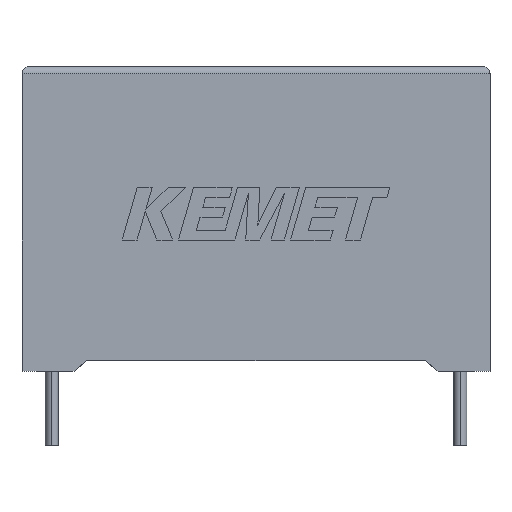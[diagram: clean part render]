
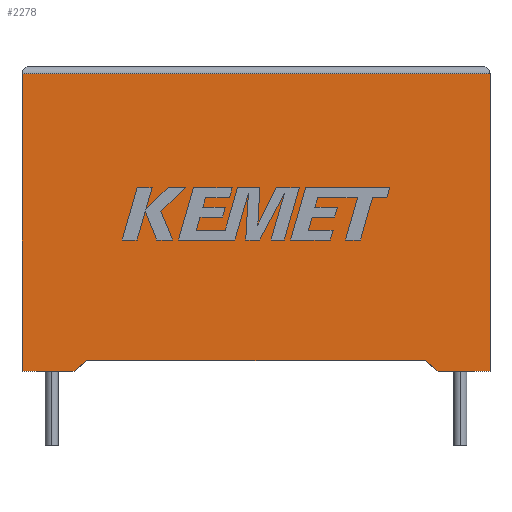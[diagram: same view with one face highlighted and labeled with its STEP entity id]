
A CAD part, top view. The second image highlights one B-rep face of the part: STEP entity #2278.
In plain terms, the highlighted planar face has unit normal (0, 0, 1).
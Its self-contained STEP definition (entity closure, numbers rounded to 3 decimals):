
#26 = CARTESIAN_POINT ( 'NONE',  ( 31.5, 20., 10.5 ) ) ;
#44 = FACE_OUTER_BOUND ( 'NONE', #1932, .T. ) ;
#75 = EDGE_CURVE ( 'NONE', #2320, #119, #829, .T. ) ;
#106 = EDGE_CURVE ( 'NONE', #1733, #2594, #1329, .T. ) ;
#119 = VERTEX_POINT ( 'NONE', #1388 ) ;
#143 = CARTESIAN_POINT ( 'NONE',  ( 28., 0., 10.5 ) ) ;
#165 = CARTESIAN_POINT ( 'NONE',  ( 27.125, 0.707, 10.5 ) ) ;
#177 = CARTESIAN_POINT ( 'NONE',  ( 0., 0., 10.5 ) ) ;
#185 = ORIENTED_EDGE ( 'NONE', *, *, #2622, .T. ) ;
#251 = CARTESIAN_POINT ( 'NONE',  ( 0., 0., 10.5 ) ) ;
#281 = VECTOR ( 'NONE', #1797, 1000. ) ;
#314 = EDGE_CURVE ( 'NONE', #1733, #2320, #2180, .T. ) ;
#325 = PLANE ( 'NONE',  #1421 ) ;
#357 = DIRECTION ( 'NONE',  ( 0., 0., -1. ) ) ;
#362 = ORIENTED_EDGE ( 'NONE', *, *, #493, .T. ) ;
#372 = CARTESIAN_POINT ( 'NONE',  ( 0., 0., 10.5 ) ) ;
#493 = EDGE_CURVE ( 'NONE', #1490, #119, #2298, .T. ) ;
#503 = VECTOR ( 'NONE', #1047, 1000. ) ;
#676 = ORIENTED_EDGE ( 'NONE', *, *, #75, .F. ) ;
#726 = LINE ( 'NONE', #1659, #1721 ) ;
#752 = LINE ( 'NONE', #1249, #840 ) ;
#829 = LINE ( 'NONE', #2711, #1310 ) ;
#840 = VECTOR ( 'NONE', #2358, 1000. ) ;
#1019 = DIRECTION ( 'NONE',  ( -1., 0., 0. ) ) ;
#1047 = DIRECTION ( 'NONE',  ( 1., 0., 0. ) ) ;
#1155 = EDGE_CURVE ( 'NONE', #3035, #2574, #1663, .T. ) ;
#1209 = DIRECTION ( 'NONE',  ( 0., 1., 0. ) ) ;
#1249 = CARTESIAN_POINT ( 'NONE',  ( 0., 0., 10.5 ) ) ;
#1310 = VECTOR ( 'NONE', #1782, 1000. ) ;
#1317 = CARTESIAN_POINT ( 'NONE',  ( 0., 20., 10.5 ) ) ;
#1329 = LINE ( 'NONE', #143, #1694 ) ;
#1388 = CARTESIAN_POINT ( 'NONE',  ( 3.5, 0., 10.5 ) ) ;
#1421 = AXIS2_PLACEMENT_3D ( 'NONE', #2694, #357, #2483 ) ;
#1490 = VERTEX_POINT ( 'NONE', #251 ) ;
#1591 = ORIENTED_EDGE ( 'NONE', *, *, #106, .T. ) ;
#1659 = CARTESIAN_POINT ( 'NONE',  ( 31.5, 0., 10.5 ) ) ;
#1663 = LINE ( 'NONE', #2586, #2450 ) ;
#1694 = VECTOR ( 'NONE', #2970, 1000. ) ;
#1702 = VECTOR ( 'NONE', #1019, 1000. ) ;
#1711 = CARTESIAN_POINT ( 'NONE',  ( 15.75, 0.707, 10.5 ) ) ;
#1721 = VECTOR ( 'NONE', #1209, 1000. ) ;
#1733 = VERTEX_POINT ( 'NONE', #165 ) ;
#1763 = ORIENTED_EDGE ( 'NONE', *, *, #2458, .T. ) ;
#1782 = DIRECTION ( 'NONE',  ( -0.778, -0.629, 0. ) ) ;
#1783 = LINE ( 'NONE', #372, #503 ) ;
#1797 = DIRECTION ( 'NONE',  ( 1., 0., 0. ) ) ;
#1882 = CARTESIAN_POINT ( 'NONE',  ( 31.5, 0., 10.5 ) ) ;
#1887 = ORIENTED_EDGE ( 'NONE', *, *, #314, .F. ) ;
#1932 = EDGE_LOOP ( 'NONE', ( #1763, #2508, #185, #362, #676, #1887, #1591, #2368 ) ) ;
#2169 = VERTEX_POINT ( 'NONE', #1882 ) ;
#2180 = LINE ( 'NONE', #1711, #1702 ) ;
#2274 = CARTESIAN_POINT ( 'NONE',  ( 4.375, 0.707, 10.5 ) ) ;
#2278 = ADVANCED_FACE ( 'NONE', ( #44 ), #325, .F. ) ;
#2298 = LINE ( 'NONE', #177, #281 ) ;
#2320 = VERTEX_POINT ( 'NONE', #2274 ) ;
#2336 = EDGE_CURVE ( 'NONE', #2594, #2169, #1783, .T. ) ;
#2358 = DIRECTION ( 'NONE',  ( 0., -1., 0. ) ) ;
#2368 = ORIENTED_EDGE ( 'NONE', *, *, #2336, .T. ) ;
#2450 = VECTOR ( 'NONE', #2603, 1000. ) ;
#2458 = EDGE_CURVE ( 'NONE', #2169, #3035, #726, .T. ) ;
#2483 = DIRECTION ( 'NONE',  ( -1., 0., 0. ) ) ;
#2508 = ORIENTED_EDGE ( 'NONE', *, *, #1155, .T. ) ;
#2574 = VERTEX_POINT ( 'NONE', #1317 ) ;
#2586 = CARTESIAN_POINT ( 'NONE',  ( 0., 20., 10.5 ) ) ;
#2594 = VERTEX_POINT ( 'NONE', #3052 ) ;
#2603 = DIRECTION ( 'NONE',  ( -1., 0., 0. ) ) ;
#2622 = EDGE_CURVE ( 'NONE', #2574, #1490, #752, .T. ) ;
#2694 = CARTESIAN_POINT ( 'NONE',  ( 0., 0., 10.5 ) ) ;
#2711 = CARTESIAN_POINT ( 'NONE',  ( 3.5, 0., 10.5 ) ) ;
#2970 = DIRECTION ( 'NONE',  ( 0.778, -0.629, 0. ) ) ;
#3035 = VERTEX_POINT ( 'NONE', #26 ) ;
#3052 = CARTESIAN_POINT ( 'NONE',  ( 28., 0., 10.5 ) ) ;
